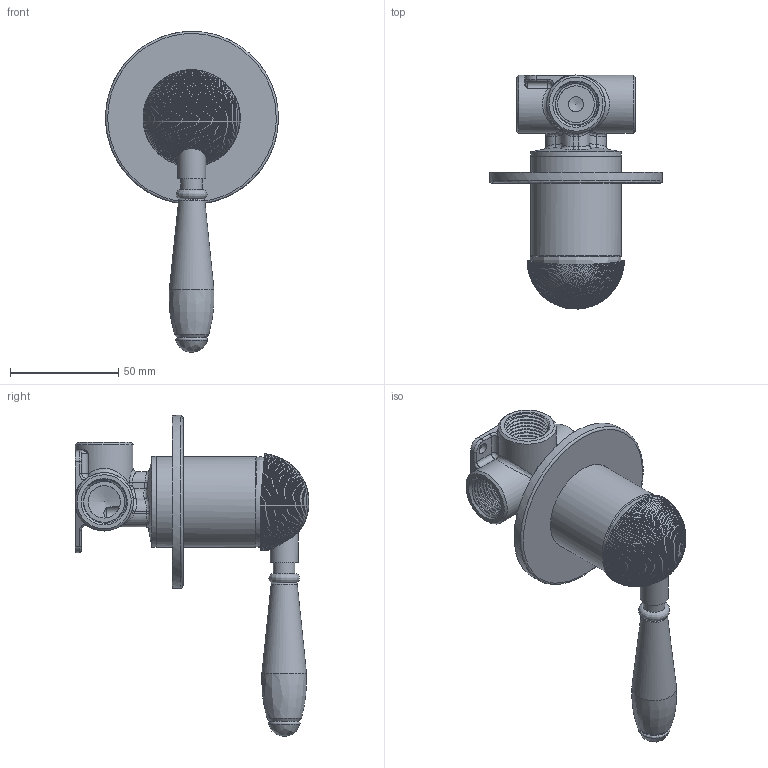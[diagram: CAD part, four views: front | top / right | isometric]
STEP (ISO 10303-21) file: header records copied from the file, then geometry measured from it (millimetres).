
FILE_DESCRIPTION(/* description */ (''),/* implementation_level */ '2;1');
FILE_NAME(/* name */ 'STEP - MV1020LPCH_2266972',/* time_stamp */ '2024-11-22T13:43:27+11:00',/* author */ (''),/* organization */ (''),/* preprocessor_version */ 'ST-DEVELOPER v16.5',/* originating_system */ 'Rhino 7.37',/* authorisation */ '');
FILE_SCHEMA (('AUTOMOTIVE_DESIGN'));
Length unit declared in the file: millimetre
Products named in the file (24): Document; MV1020LP-1; 108MB00C 108�װ�����壨80
�ڿ�42.5�16; M70ZT30C MV�װоͲ D42H46.530; 162ZS01C 162��Բ��26; 40027LF 35��ǽ����(Z11007D
)32; 47T2 47x2 O��Ȧ -��45.52
0; 162YM01C��ѹñ M37.5x1.25D24.5H11.74; 175SB20E 175�մ��ֱ��; 175SB13C 175�ֱ��ñ; PM5X30 \X2\FFFDFFFDFFFDFFFDFFFD01BDFFFDFFFDFFFDFFFD02FF
\X0\12; 05-129 ����35ƽ�� 
CT35TF00133; 201���ָ�D3H1814; 22; 2; 01BDFFFD0177FFFDFFFDFFFD
\X0\8; 28; 01BDFFFDFFFD05EAFFFDFFFD
\X0\6; G02038G 175�ֱ�l�Ӹ� M
5X65; M70SB18C MV�װ�ֱ���-X10; Block 02; 30T2 30x2 O��Ȧ18; 7T1.5 7x1.5 O��Ȧ24; 175SB11C 175�ֱ��ͷ
Assembly tree (23 placements, depth 4):
  Document
    MV1020LP-1
      108MB00C 108�װ�����壨80
�ڿ�42.5�16
      M70ZT30C MV�װоͲ D42H46.530
      162ZS01C 162��Բ��26
      40027LF 35��ǽ����(Z11007D
)32
      47T2 47x2 O��Ȧ -��45.52
0
      162YM01C��ѹñ M37.5x1.25D24.5H11.74
      175SB20E 175�մ��ֱ��
      175SB13C 175�ֱ��ñ
      PM5X30 \X2\FFFDFFFDFFFDFFFDFFFD01BDFFFDFFFDFFFDFFFD02FF
\X0\12
      05-129 ����35ƽ�� 
CT35TF00133
        201���ָ�D3H1814
  22
  2
  01BDFFFD0177FFFDFFFDFFFD
\X0\8
  28
  01BDFFFDFFFD05EAFFFDFFFD
\X0\6
      G02038G 175�ֱ�l�Ӹ� M
5X65
      M70SB18C MV�װ�ֱ���-X10
        Block 02
      30T2 30x2 O��Ȧ18
      7T1.5 7x1.5 O��Ȧ24
      175SB11C 175�ֱ��ͷ
Bounding box: 79.98 x 108.26 x 148.65 mm (x, y, z)
Volume: 143170.6 mm3; surface area: 86272.6 mm2
Topology: 21 solids, 21 shells, 917 faces, 2407 edges, 1539 vertices
Faces by surface type: bspline 420, cylinder 332, plane 165
Full cylindrical faces by diameter (mm): 3 x2, 3.1 x2, 4.2 x40, 4.6 x2, 5 x46, 5.4 x2, 6 x2, 6.1 x2, 6.4 x1, 7 x4, 9.03 x2, 10 x2, 10.43 x2, 10.5 x1, 10.65 x2, 13 x1, 15 x2, 16 x1, 17 x1, 18.5 x2, 19 x22, 23.5 x1, 24.5 x1, 26.5 x1, 27 x2, 30 x1, 32 x1, 33 x1, 33.4 x1, 34 x1
Entity records: 85718 total; most frequent: CARTESIAN_POINT 70689, ORIENTED_EDGE 4764, EDGE_CURVE 2382, VERTEX_POINT 1539, B_SPLINE_CURVE_WITH_KNOTS 1203, EDGE_LOOP 1001, ADVANCED_FACE 916, FACE_OUTER_BOUND 916
